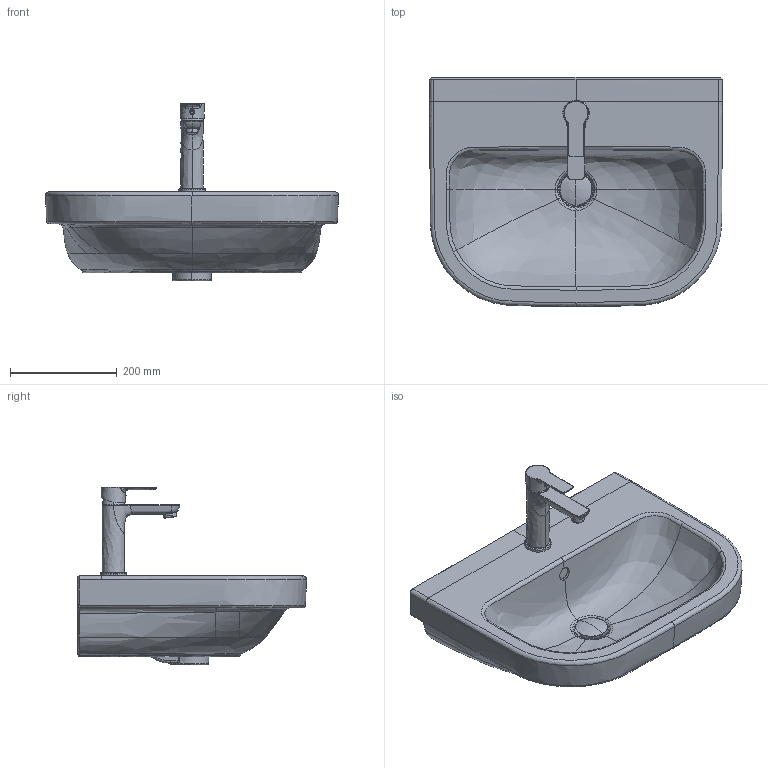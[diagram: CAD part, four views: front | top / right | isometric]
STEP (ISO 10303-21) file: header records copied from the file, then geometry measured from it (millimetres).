
FILE_DESCRIPTION(/* description */ (''),/* implementation_level */ '2;1');
FILE_NAME(/* name */ '2398550000',/* time_stamp */ '2023-07-19T09:54:38+02:00',/* author */ (''),/* organization */ (''),/* preprocessor_version */ 'ST-DEVELOPER v15',/* originating_system */ '',/* authorisation */ '');
FILE_SCHEMA (('AUTOMOTIVE_DESIGN'));
Length unit declared in the file: millimetre
Products named in the file (1): Document
Bounding box: 550.01 x 430.02 x 334.02 mm (x, y, z)
Volume: 11538363.7 mm3; surface area: 873089.1 mm2
Topology: 5 solids, 11 shells, 406 faces, 987 edges, 592 vertices
Faces by surface type: bspline 342, plane 64
Entity records: 118796 total; most frequent: CARTESIAN_POINT 112974, ORIENTED_EDGE 1918, EDGE_CURVE 975, B_SPLINE_CURVE_WITH_KNOTS 642, VERTEX_POINT 592, EDGE_LOOP 435, ADVANCED_FACE 406, FACE_OUTER_BOUND 406
